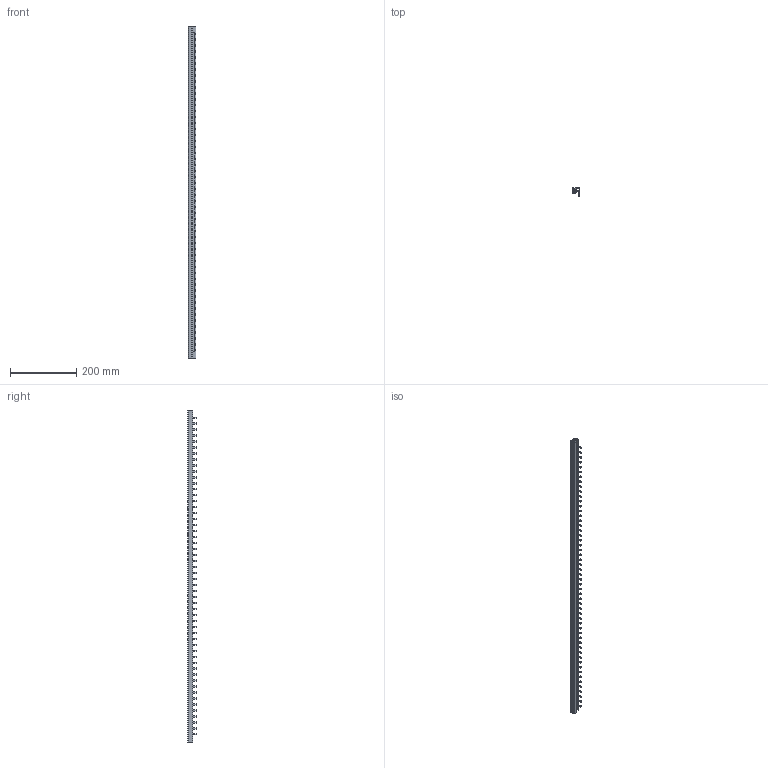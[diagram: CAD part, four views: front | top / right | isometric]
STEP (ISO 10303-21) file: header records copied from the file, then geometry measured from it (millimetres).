
FILE_DESCRIPTION((''),'2;1');
FILE_NAME('PRT0002','2024-04-01T',('dell'),(''),'PRO/ENGINEER BY PARAMETRIC TECHNOLOGY CORPORATION, 2013230','PRO/ENGINEER BY PARAMETRIC TECHNOLOGY CORPORATION, 2013230','');
FILE_SCHEMA(('AUTOMOTIVE_DESIGN { 1 0 10303 214 1 1 1 1 }'));
Length unit declared in the file: millimetre
Products named in the file (1): PRT0002
Bounding box: 22 x 27 x 1000 mm (x, y, z)
Volume: 126127.5 mm3; surface area: 211183.5 mm2
Topology: 1 solids, 1 shells, 1016 faces, 3050 edges, 2036 vertices
Faces by surface type: plane 516, cylinder 500
Entity records: 34737 total; most frequent: DIRECTION 6198, CARTESIAN_POINT 6104, ORIENTED_EDGE 6100, EDGE_CURVE 3050, AXIS2_PLACEMENT_3D 2132, VERTEX_POINT 2036, VECTOR 1934, LINE 1934
